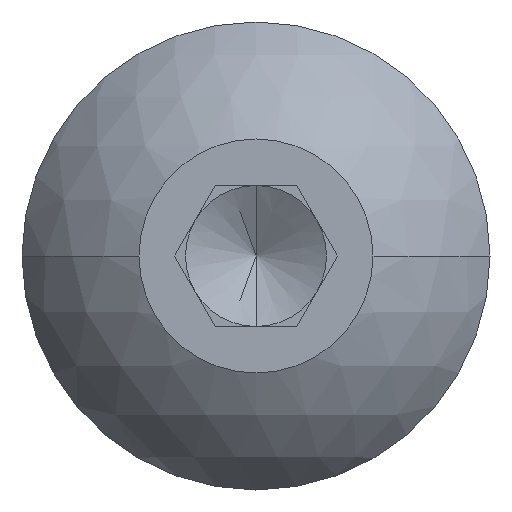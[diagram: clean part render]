
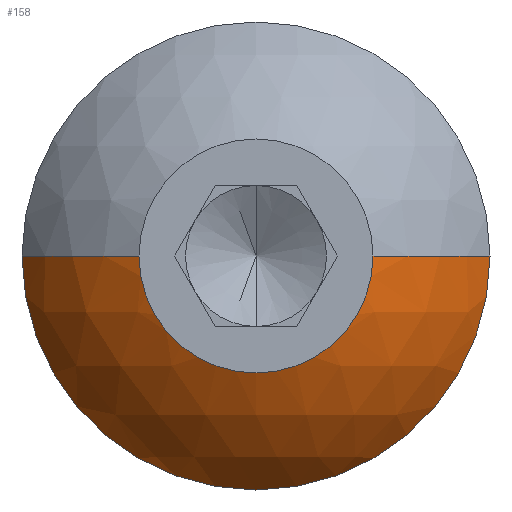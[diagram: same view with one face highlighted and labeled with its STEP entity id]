
A CAD part, left-side view. The second image highlights one B-rep face of the part: STEP entity #158.
In plain terms, the highlighted spherical face has radius 4.584 mm.
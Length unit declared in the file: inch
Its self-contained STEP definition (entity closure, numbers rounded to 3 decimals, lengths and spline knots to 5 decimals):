
#149 = VERTEX_POINT ( 'NONE', #586 ) ;
#151 = EDGE_CURVE ( 'NONE', #152, #149, #582, .T. ) ;
#152 = VERTEX_POINT ( 'NONE', #624 ) ;
#158 = ADVANCED_FACE ( 'NONE', ( #590 ), #498, .T. ) ;
#159 = EDGE_LOOP ( 'NONE', ( #160, #161, #164, #167, #170 ) ) ;
#160 = ORIENTED_EDGE ( 'NONE', *, *, #151, .T. ) ;
#161 = ORIENTED_EDGE ( 'NONE', *, *, #162, .T. ) ;
#162 = EDGE_CURVE ( 'NONE', #149, #163, #468, .T. ) ;
#163 = VERTEX_POINT ( 'NONE', #464 ) ;
#164 = ORIENTED_EDGE ( 'NONE', *, *, #165, .T. ) ;
#165 = EDGE_CURVE ( 'NONE', #163, #166, #480, .T. ) ;
#166 = VERTEX_POINT ( 'NONE', #475 ) ;
#167 = ORIENTED_EDGE ( 'NONE', *, *, #168, .F. ) ;
#168 = EDGE_CURVE ( 'NONE', #169, #166, #474, .T. ) ;
#169 = VERTEX_POINT ( 'NONE', #619 ) ;
#170 = ORIENTED_EDGE ( 'NONE', *, *, #171, .F. ) ;
#171 = EDGE_CURVE ( 'NONE', #152, #169, #618, .T. ) ;
#464 = CARTESIAN_POINT ( 'NONE',  ( 0.072, -0.156, 0. ) ) ;
#465 = DIRECTION ( 'NONE',  ( 0., 0., 1. ) ) ;
#466 = DIRECTION ( 'NONE',  ( -1., 0., 0. ) ) ;
#467 = AXIS2_PLACEMENT_3D ( 'NONE', #497, #466, #465 ) ;
#468 = CIRCLE ( 'NONE', #467, 0.156 ) ;
#470 = DIRECTION ( 'NONE',  ( 0., 0., 1. ) ) ;
#471 = DIRECTION ( 'NONE',  ( -1., 0., 0. ) ) ;
#472 = CARTESIAN_POINT ( 'NONE',  ( 0., 0., 0. ) ) ;
#473 = AXIS2_PLACEMENT_3D ( 'NONE', #472, #471, #470 ) ;
#474 = CIRCLE ( 'NONE', #473, 0.078 ) ;
#475 = CARTESIAN_POINT ( 'NONE',  ( 0., -0.078, 0. ) ) ;
#476 = DIRECTION ( 'NONE',  ( 0., 1., 0. ) ) ;
#477 = DIRECTION ( 'NONE',  ( 0., 0., -1. ) ) ;
#478 = CARTESIAN_POINT ( 'NONE',  ( 0.16275, 0., 0. ) ) ;
#479 = AXIS2_PLACEMENT_3D ( 'NONE', #478, #477, #476 ) ;
#480 = CIRCLE ( 'NONE', #479, 0.18048 ) ;
#493 = DIRECTION ( 'NONE',  ( 0., 1., 0. ) ) ;
#494 = DIRECTION ( 'NONE',  ( 0., 0., -1. ) ) ;
#495 = CARTESIAN_POINT ( 'NONE',  ( 0.16275, 0., 0. ) ) ;
#496 = AXIS2_PLACEMENT_3D ( 'NONE', #495, #494, #493 ) ;
#497 = CARTESIAN_POINT ( 'NONE',  ( 0.072, 0., 0. ) ) ;
#498 = SPHERICAL_SURFACE ( 'NONE', #496, 0.18048 ) ;
#580 = CARTESIAN_POINT ( 'NONE',  ( 0.072, 0., 0. ) ) ;
#581 = AXIS2_PLACEMENT_3D ( 'NONE', #580, #626, #625 ) ;
#582 = CIRCLE ( 'NONE', #581, 0.156 ) ;
#586 = CARTESIAN_POINT ( 'NONE',  ( 0.072, 0., -0.156 ) ) ;
#590 = FACE_OUTER_BOUND ( 'NONE', #159, .T. ) ;
#614 = DIRECTION ( 'NONE',  ( 1., 0., 0. ) ) ;
#615 = DIRECTION ( 'NONE',  ( 0., 0., 1. ) ) ;
#616 = CARTESIAN_POINT ( 'NONE',  ( 0.16275, 0., 0. ) ) ;
#617 = AXIS2_PLACEMENT_3D ( 'NONE', #616, #615, #614 ) ;
#618 = CIRCLE ( 'NONE', #617, 0.18048 ) ;
#619 = CARTESIAN_POINT ( 'NONE',  ( 0., 0.078, 0. ) ) ;
#624 = CARTESIAN_POINT ( 'NONE',  ( 0.072, 0.156, 0. ) ) ;
#625 = DIRECTION ( 'NONE',  ( 0., 0., 1. ) ) ;
#626 = DIRECTION ( 'NONE',  ( -1., 0., 0. ) ) ;
